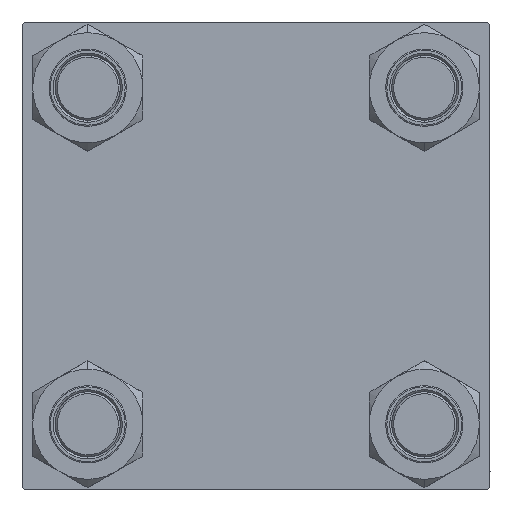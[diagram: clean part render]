
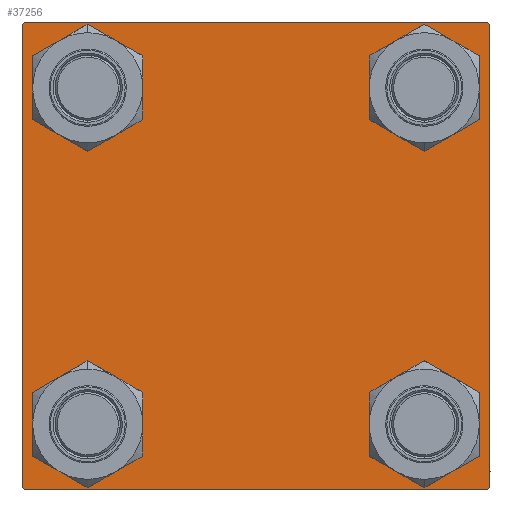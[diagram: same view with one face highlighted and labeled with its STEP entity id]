
A CAD part, left-side view. The second image highlights one B-rep face of the part: STEP entity #37256.
In plain terms, the highlighted planar face has unit normal (-1, 0, 0).
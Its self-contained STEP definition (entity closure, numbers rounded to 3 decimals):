
#484 = FACE_OUTER_BOUND ( 'NONE', #3371, .T. ) ;
#948 = EDGE_CURVE ( 'NONE', #32634, #5174, #33188, .T. ) ;
#1612 = VERTEX_POINT ( 'NONE', #17792 ) ;
#2092 = VERTEX_POINT ( 'NONE', #10023 ) ;
#2268 = CARTESIAN_POINT ( 'NONE',  ( 0., 57., -57.5 ) ) ;
#2666 = EDGE_CURVE ( 'NONE', #34118, #29504, #26503, .T. ) ;
#2667 = DIRECTION ( 'NONE',  ( 0., 0., -1. ) ) ;
#3351 = DIRECTION ( 'NONE',  ( 1., 0., 0. ) ) ;
#3371 = EDGE_LOOP ( 'NONE', ( #47632, #37687, #50556, #43129, #20351, #24360, #21302, #14317 ) ) ;
#3536 = CARTESIAN_POINT ( 'NONE',  ( 0., 57.5, -57.5 ) ) ;
#3807 = CARTESIAN_POINT ( 'NONE',  ( 0., 41.35, 49.85 ) ) ;
#4080 = CARTESIAN_POINT ( 'NONE',  ( 0., 41.35, -41.35 ) ) ;
#4657 = CARTESIAN_POINT ( 'NONE',  ( 0., 57.25, -57.25 ) ) ;
#5047 = DIRECTION ( 'NONE',  ( 0., 0., -1. ) ) ;
#5174 = VERTEX_POINT ( 'NONE', #33268 ) ;
#5346 = FACE_BOUND ( 'NONE', #48066, .T. ) ;
#5697 = EDGE_CURVE ( 'NONE', #26676, #40999, #21046, .T. ) ;
#7036 = CIRCLE ( 'NONE', #13610, 8.5 ) ;
#7301 = CARTESIAN_POINT ( 'NONE',  ( 0., 41.35, 32.85 ) ) ;
#7852 = CIRCLE ( 'NONE', #11157, 8.5 ) ;
#7909 = EDGE_CURVE ( 'NONE', #40999, #26676, #40128, .T. ) ;
#8273 = CARTESIAN_POINT ( 'NONE',  ( 0., -57.25, -57.25 ) ) ;
#9142 = VECTOR ( 'NONE', #19834, 1000. ) ;
#9171 = LINE ( 'NONE', #44125, #41149 ) ;
#9787 = VECTOR ( 'NONE', #18502, 1000. ) ;
#10023 = CARTESIAN_POINT ( 'NONE',  ( 0., 57.5, -57. ) ) ;
#11157 = AXIS2_PLACEMENT_3D ( 'NONE', #21863, #13662, #18520 ) ;
#11670 = ORIENTED_EDGE ( 'NONE', *, *, #25630, .T. ) ;
#11794 = DIRECTION ( 'NONE',  ( 1., 0., 0. ) ) ;
#12315 = PLANE ( 'NONE',  #21123 ) ;
#12647 = VERTEX_POINT ( 'NONE', #7301 ) ;
#12871 = ORIENTED_EDGE ( 'NONE', *, *, #46272, .T. ) ;
#13323 = CARTESIAN_POINT ( 'NONE',  ( 0., 0., 0. ) ) ;
#13327 = CARTESIAN_POINT ( 'NONE',  ( 0., -57.5, 57. ) ) ;
#13610 = AXIS2_PLACEMENT_3D ( 'NONE', #26975, #3351, #38321 ) ;
#13662 = DIRECTION ( 'NONE',  ( 1., 0., 0. ) ) ;
#14244 = CARTESIAN_POINT ( 'NONE',  ( 0., -57.5, 57.5 ) ) ;
#14317 = ORIENTED_EDGE ( 'NONE', *, *, #50457, .T. ) ;
#14696 = CARTESIAN_POINT ( 'NONE',  ( 0., -41.35, -41.35 ) ) ;
#15406 = DIRECTION ( 'NONE',  ( 0., 0., 1. ) ) ;
#16168 = VERTEX_POINT ( 'NONE', #2268 ) ;
#16177 = CARTESIAN_POINT ( 'NONE',  ( 0., -41.35, 41.35 ) ) ;
#16678 = FACE_BOUND ( 'NONE', #30272, .T. ) ;
#16881 = DIRECTION ( 'NONE',  ( 0., 0.707, -0.707 ) ) ;
#17123 = VERTEX_POINT ( 'NONE', #3807 ) ;
#17571 = CARTESIAN_POINT ( 'NONE',  ( 0., -57., 57.5 ) ) ;
#17792 = CARTESIAN_POINT ( 'NONE',  ( 0., 57., 57.5 ) ) ;
#18502 = DIRECTION ( 'NONE',  ( 0., -1., 0. ) ) ;
#18520 = DIRECTION ( 'NONE',  ( 0., 0., 1. ) ) ;
#18909 = EDGE_CURVE ( 'NONE', #34118, #46089, #37634, .T. ) ;
#19478 = CARTESIAN_POINT ( 'NONE',  ( 0., -57., -57.5 ) ) ;
#19652 = AXIS2_PLACEMENT_3D ( 'NONE', #4080, #11794, #19750 ) ;
#19750 = DIRECTION ( 'NONE',  ( 0., 0., 1. ) ) ;
#19834 = DIRECTION ( 'NONE',  ( 0., -0.707, 0.707 ) ) ;
#19934 = CARTESIAN_POINT ( 'NONE',  ( 0., 41.35, -32.85 ) ) ;
#20351 = ORIENTED_EDGE ( 'NONE', *, *, #18909, .F. ) ;
#20368 = AXIS2_PLACEMENT_3D ( 'NONE', #16177, #50847, #15406 ) ;
#21046 = CIRCLE ( 'NONE', #29248, 8.5 ) ;
#21123 = AXIS2_PLACEMENT_3D ( 'NONE', #13323, #32344, #48009 ) ;
#21209 = DIRECTION ( 'NONE',  ( 1., 0., 0. ) ) ;
#21302 = ORIENTED_EDGE ( 'NONE', *, *, #41419, .F. ) ;
#21778 = CIRCLE ( 'NONE', #29988, 8.5 ) ;
#21863 = CARTESIAN_POINT ( 'NONE',  ( 0., 41.35, 41.35 ) ) ;
#22702 = CARTESIAN_POINT ( 'NONE',  ( 0., -41.35, -32.85 ) ) ;
#23805 = LINE ( 'NONE', #32535, #25225 ) ;
#23822 = DIRECTION ( 'NONE',  ( 0., -1., 0. ) ) ;
#23960 = CARTESIAN_POINT ( 'NONE',  ( 0., -41.35, 32.85 ) ) ;
#24360 = ORIENTED_EDGE ( 'NONE', *, *, #2666, .T. ) ;
#24624 = FACE_BOUND ( 'NONE', #48086, .T. ) ;
#24931 = VERTEX_POINT ( 'NONE', #19478 ) ;
#25225 = VECTOR ( 'NONE', #5047, 1000. ) ;
#25630 = EDGE_CURVE ( 'NONE', #28468, #26537, #21778, .T. ) ;
#26093 = DIRECTION ( 'NONE',  ( 0., 0., 1. ) ) ;
#26503 = LINE ( 'NONE', #33968, #47198 ) ;
#26537 = VERTEX_POINT ( 'NONE', #19934 ) ;
#26676 = VERTEX_POINT ( 'NONE', #22702 ) ;
#26975 = CARTESIAN_POINT ( 'NONE',  ( 0., 41.35, 41.35 ) ) ;
#27248 = VERTEX_POINT ( 'NONE', #48199 ) ;
#28468 = VERTEX_POINT ( 'NONE', #43560 ) ;
#29248 = AXIS2_PLACEMENT_3D ( 'NONE', #14696, #38343, #38847 ) ;
#29259 = ORIENTED_EDGE ( 'NONE', *, *, #32859, .T. ) ;
#29504 = VERTEX_POINT ( 'NONE', #17571 ) ;
#29569 = DIRECTION ( 'NONE',  ( 1., 0., 0. ) ) ;
#29764 = ORIENTED_EDGE ( 'NONE', *, *, #948, .T. ) ;
#29988 = AXIS2_PLACEMENT_3D ( 'NONE', #33189, #29569, #41915 ) ;
#30111 = ORIENTED_EDGE ( 'NONE', *, *, #7909, .T. ) ;
#30272 = EDGE_LOOP ( 'NONE', ( #37459, #29764 ) ) ;
#31268 = LINE ( 'NONE', #3536, #43443 ) ;
#31403 = VECTOR ( 'NONE', #2667, 1000. ) ;
#32344 = DIRECTION ( 'NONE',  ( -1., 0., 0. ) ) ;
#32535 = CARTESIAN_POINT ( 'NONE',  ( 0., 57.5, 57.5 ) ) ;
#32634 = VERTEX_POINT ( 'NONE', #23960 ) ;
#32859 = EDGE_CURVE ( 'NONE', #17123, #12647, #7852, .T. ) ;
#32920 = EDGE_CURVE ( 'NONE', #12647, #17123, #7036, .T. ) ;
#33188 = CIRCLE ( 'NONE', #40579, 8.5 ) ;
#33189 = CARTESIAN_POINT ( 'NONE',  ( 0., 41.35, -41.35 ) ) ;
#33217 = ORIENTED_EDGE ( 'NONE', *, *, #32920, .T. ) ;
#33268 = CARTESIAN_POINT ( 'NONE',  ( 0., -41.35, 49.85 ) ) ;
#33544 = CARTESIAN_POINT ( 'NONE',  ( 0., -41.35, -41.35 ) ) ;
#33569 = CARTESIAN_POINT ( 'NONE',  ( 0., -41.35, 41.35 ) ) ;
#33666 = LINE ( 'NONE', #49084, #9787 ) ;
#33816 = DIRECTION ( 'NONE',  ( 1., 0., 0. ) ) ;
#33968 = CARTESIAN_POINT ( 'NONE',  ( 0., -57.25, 57.25 ) ) ;
#34118 = VERTEX_POINT ( 'NONE', #13327 ) ;
#34228 = DIRECTION ( 'NONE',  ( 0., 0.707, 0.707 ) ) ;
#34721 = LINE ( 'NONE', #4657, #44144 ) ;
#36004 = AXIS2_PLACEMENT_3D ( 'NONE', #33544, #21209, #48459 ) ;
#36899 = EDGE_CURVE ( 'NONE', #2092, #16168, #34721, .T. ) ;
#37256 = ADVANCED_FACE ( 'NONE', ( #16678, #48511, #24624, #5346, #484 ), #12315, .T. ) ;
#37459 = ORIENTED_EDGE ( 'NONE', *, *, #37956, .T. ) ;
#37505 = EDGE_CURVE ( 'NONE', #27248, #2092, #23805, .T. ) ;
#37634 = LINE ( 'NONE', #14244, #31403 ) ;
#37687 = ORIENTED_EDGE ( 'NONE', *, *, #36899, .T. ) ;
#37956 = EDGE_CURVE ( 'NONE', #5174, #32634, #38416, .T. ) ;
#38321 = DIRECTION ( 'NONE',  ( 0., 0., 1. ) ) ;
#38343 = DIRECTION ( 'NONE',  ( 1., 0., 0. ) ) ;
#38416 = CIRCLE ( 'NONE', #20368, 8.5 ) ;
#38847 = DIRECTION ( 'NONE',  ( 0., 0., 1. ) ) ;
#39931 = CARTESIAN_POINT ( 'NONE',  ( 0., -57.5, -57. ) ) ;
#40128 = CIRCLE ( 'NONE', #36004, 8.5 ) ;
#40579 = AXIS2_PLACEMENT_3D ( 'NONE', #33569, #33816, #26093 ) ;
#40863 = DIRECTION ( 'NONE',  ( 0., -0.707, -0.707 ) ) ;
#40999 = VERTEX_POINT ( 'NONE', #43550 ) ;
#41111 = CIRCLE ( 'NONE', #19652, 8.5 ) ;
#41149 = VECTOR ( 'NONE', #16881, 1000. ) ;
#41419 = EDGE_CURVE ( 'NONE', #1612, #29504, #33666, .T. ) ;
#41814 = EDGE_CURVE ( 'NONE', #16168, #24931, #31268, .T. ) ;
#41915 = DIRECTION ( 'NONE',  ( 0., 0., 1. ) ) ;
#43129 = ORIENTED_EDGE ( 'NONE', *, *, #49662, .T. ) ;
#43225 = LINE ( 'NONE', #8273, #9142 ) ;
#43443 = VECTOR ( 'NONE', #23822, 1000. ) ;
#43550 = CARTESIAN_POINT ( 'NONE',  ( 0., -41.35, -49.85 ) ) ;
#43560 = CARTESIAN_POINT ( 'NONE',  ( 0., 41.35, -49.85 ) ) ;
#44125 = CARTESIAN_POINT ( 'NONE',  ( 0., 57.25, 57.25 ) ) ;
#44144 = VECTOR ( 'NONE', #40863, 1000. ) ;
#45117 = ORIENTED_EDGE ( 'NONE', *, *, #5697, .T. ) ;
#46089 = VERTEX_POINT ( 'NONE', #39931 ) ;
#46272 = EDGE_CURVE ( 'NONE', #26537, #28468, #41111, .T. ) ;
#47198 = VECTOR ( 'NONE', #34228, 1000. ) ;
#47632 = ORIENTED_EDGE ( 'NONE', *, *, #37505, .T. ) ;
#48009 = DIRECTION ( 'NONE',  ( 0., 0., 1. ) ) ;
#48066 = EDGE_LOOP ( 'NONE', ( #29259, #33217 ) ) ;
#48086 = EDGE_LOOP ( 'NONE', ( #12871, #11670 ) ) ;
#48199 = CARTESIAN_POINT ( 'NONE',  ( 0., 57.5, 57. ) ) ;
#48459 = DIRECTION ( 'NONE',  ( 0., 0., 1. ) ) ;
#48511 = FACE_BOUND ( 'NONE', #49746, .T. ) ;
#49084 = CARTESIAN_POINT ( 'NONE',  ( 0., 57.5, 57.5 ) ) ;
#49662 = EDGE_CURVE ( 'NONE', #24931, #46089, #43225, .T. ) ;
#49746 = EDGE_LOOP ( 'NONE', ( #45117, #30111 ) ) ;
#50457 = EDGE_CURVE ( 'NONE', #1612, #27248, #9171, .T. ) ;
#50556 = ORIENTED_EDGE ( 'NONE', *, *, #41814, .T. ) ;
#50847 = DIRECTION ( 'NONE',  ( 1., 0., 0. ) ) ;
